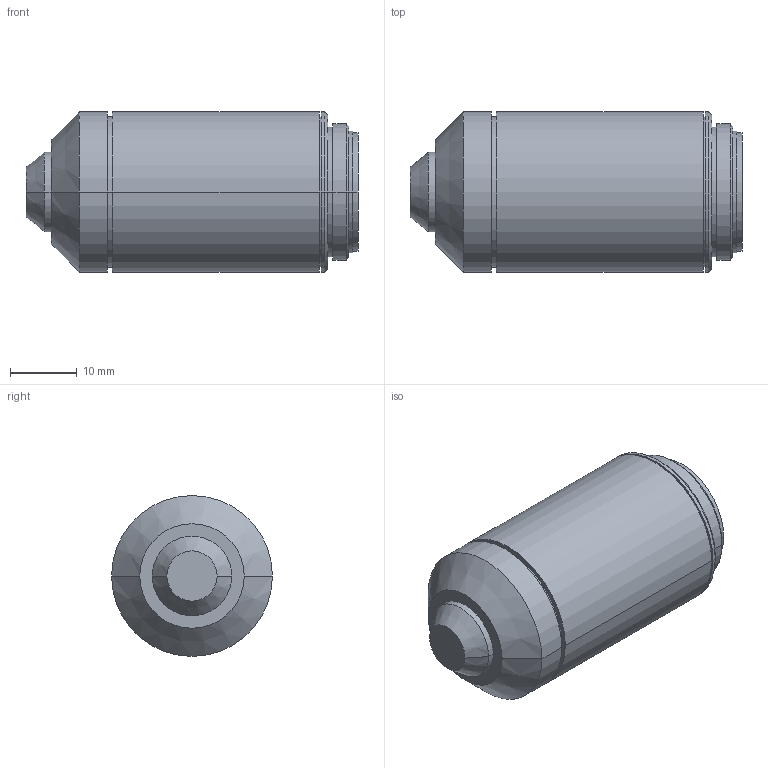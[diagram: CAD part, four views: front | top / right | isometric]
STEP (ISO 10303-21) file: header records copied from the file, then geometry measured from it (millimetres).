
FILE_DESCRIPTION (( 'STEP AP203' ), '1' );
FILE_NAME ('Web Model 86815_86815.step', '2018-11-15T18:55:15', ( '' ), ( '' ), 'SwSTEP 2.0', 'SolidWorks 2016', '' );
FILE_SCHEMA (( 'CONFIG_CONTROL_DESIGN' ));
Length unit declared in the file: millimetre
Products named in the file (1): Web Model 86815_86815
Bounding box: 49.56 x 24 x 24 mm (x, y, z)
Volume: 19678.7 mm3; surface area: 4403.2 mm2
Topology: 1 solids, 1 shells, 39 faces, 76 edges, 48 vertices
Faces by surface type: cylinder 20, plane 11, cone 8
Entity records: 1091 total; most frequent: DIRECTION 204, CARTESIAN_POINT 164, ORIENTED_EDGE 152, AXIS2_PLACEMENT_3D 88, EDGE_CURVE 76, EDGE_LOOP 48, VERTEX_POINT 48, CIRCLE 48
